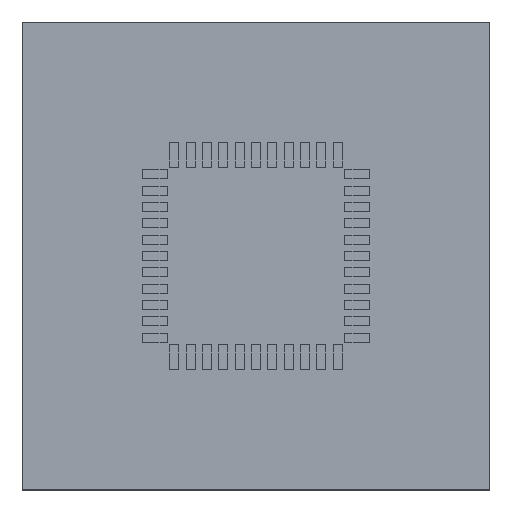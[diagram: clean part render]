
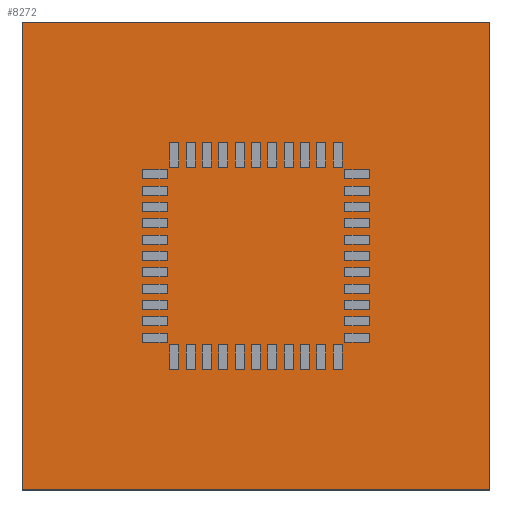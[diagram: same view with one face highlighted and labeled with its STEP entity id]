
A CAD part, top view. The second image highlights one B-rep face of the part: STEP entity #8272.
In plain terms, the highlighted planar face has unit normal (0, 0, 1).
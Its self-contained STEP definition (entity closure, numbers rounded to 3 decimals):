
#8143 = VERTEX_POINT('',#8144);
#8144 = CARTESIAN_POINT('',(-18.188,-18.188,-0.01));
#8159 = VERTEX_POINT('',#8160);
#8160 = CARTESIAN_POINT('',(-18.188,18.188,-0.01));
#8166 = EDGE_CURVE('',#8143,#8159,#8167,.T.);
#8167 = LINE('',#8168,#8169);
#8168 = CARTESIAN_POINT('',(-18.188,-18.188,-0.01));
#8169 = VECTOR('',#8170,1.);
#8170 = DIRECTION('',(-0.,1.,0.));
#8183 = VERTEX_POINT('',#8184);
#8184 = CARTESIAN_POINT('',(18.188,-18.188,-0.01));
#8199 = VERTEX_POINT('',#8200);
#8200 = CARTESIAN_POINT('',(18.188,18.188,-0.01));
#8206 = EDGE_CURVE('',#8183,#8199,#8207,.T.);
#8207 = LINE('',#8208,#8209);
#8208 = CARTESIAN_POINT('',(18.188,-18.188,-0.01));
#8209 = VECTOR('',#8210,1.);
#8210 = DIRECTION('',(-0.,1.,0.));
#8227 = EDGE_CURVE('',#8143,#8183,#8228,.T.);
#8228 = LINE('',#8229,#8230);
#8229 = CARTESIAN_POINT('',(-18.188,-18.188,-0.01));
#8230 = VECTOR('',#8231,1.);
#8231 = DIRECTION('',(1.,0.,-0.));
#8249 = EDGE_CURVE('',#8159,#8199,#8250,.T.);
#8250 = LINE('',#8251,#8252);
#8251 = CARTESIAN_POINT('',(-18.188,18.188,-0.01));
#8252 = VECTOR('',#8253,1.);
#8253 = DIRECTION('',(1.,0.,-0.));
#8272 = ADVANCED_FACE('',(#8273),#8279,.T.);
#8273 = FACE_BOUND('',#8274,.T.);
#8274 = EDGE_LOOP('',(#8275,#8276,#8277,#8278));
#8275 = ORIENTED_EDGE('',*,*,#8166,.F.);
#8276 = ORIENTED_EDGE('',*,*,#8227,.T.);
#8277 = ORIENTED_EDGE('',*,*,#8206,.T.);
#8278 = ORIENTED_EDGE('',*,*,#8249,.F.);
#8279 = PLANE('',#8280);
#8280 = AXIS2_PLACEMENT_3D('',#8281,#8282,#8283);
#8281 = CARTESIAN_POINT('',(-18.188,-18.188,-0.01));
#8282 = DIRECTION('',(0.,0.,1.));
#8283 = DIRECTION('',(1.,0.,-0.));
